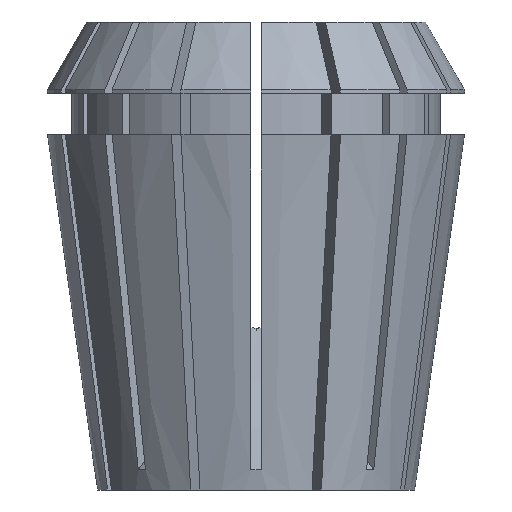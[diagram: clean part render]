
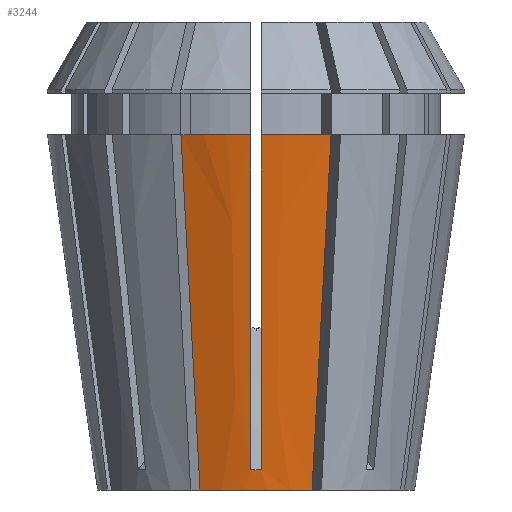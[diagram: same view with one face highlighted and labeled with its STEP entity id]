
A CAD part, front view. The second image highlights one B-rep face of the part: STEP entity #3244.
In plain terms, the highlighted conical face has half-angle 8 degrees and reference radius 15.595 mm.
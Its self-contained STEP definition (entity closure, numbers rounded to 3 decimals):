
#58 = CARTESIAN_POINT ( 'NONE',  ( -0.5, -15.977, 2.767 ) ) ;
#61 = CARTESIAN_POINT ( 'NONE',  ( -7.381, -19.126, 34.9 ) ) ;
#101 = CARTESIAN_POINT ( 'NONE',  ( -0.5, -15.869, 2.006 ) ) ;
#132 = CIRCLE ( 'NONE', #5188, 20.5 ) ;
#265 = EDGE_CURVE ( 'NONE', #3056, #5516, #4972, .T. ) ;
#283 = B_SPLINE_CURVE_WITH_KNOTS ( 'NONE', 3,
 ( #5224, #2195, #3063, #2676 ),
 .UNSPECIFIED., .F., .F.,
 ( 4, 4 ),
 ( 0., 0.035 ),
 .UNSPECIFIED. ) ;
#328 = DIRECTION ( 'NONE',  ( 0., 0., 1. ) ) ;
#384 = CARTESIAN_POINT ( 'NONE',  ( 0.5, -20.15, 32.452 ) ) ;
#400 = CARTESIAN_POINT ( 'NONE',  ( -0.5, -20.15, 32.452 ) ) ;
#402 = CARTESIAN_POINT ( 'NONE',  ( 0.5, -17.511, 13.678 ) ) ;
#430 = CARTESIAN_POINT ( 'NONE',  ( -5.503, -14.592, 0. ) ) ;
#473 = CARTESIAN_POINT ( 'NONE',  ( -0.5, -20.38, 34.084 ) ) ;
#699 = ORIENTED_EDGE ( 'NONE', *, *, #2927, .T. ) ;
#779 = CARTESIAN_POINT ( 'NONE',  ( 0.5, -15.977, 2.767 ) ) ;
#826 = CARTESIAN_POINT ( 'NONE',  ( -0.5, -16.191, 4.29 ) ) ;
#901 = ORIENTED_EDGE ( 'NONE', *, *, #3271, .T. ) ;
#938 = CARTESIAN_POINT ( 'NONE',  ( -0.5, -15.869, 2.006 ) ) ;
#1024 = CIRCLE ( 'NONE', #3851, 20.5 ) ;
#1272 = DIRECTION ( 'NONE',  ( -1., 0., 0. ) ) ;
#1313 = VERTEX_POINT ( 'NONE', #4628 ) ;
#1364 = CARTESIAN_POINT ( 'NONE',  ( -7.381, -19.126, 34.9 ) ) ;
#1434 = AXIS2_PLACEMENT_3D ( 'NONE', #2033, #328, #4594 ) ;
#1525 = EDGE_CURVE ( 'NONE', #2164, #3056, #283, .T. ) ;
#1675 = CARTESIAN_POINT ( 'NONE',  ( -0.5, -20.265, 33.268 ) ) ;
#1691 = ORIENTED_EDGE ( 'NONE', *, *, #1817, .F. ) ;
#1737 = B_SPLINE_CURVE_WITH_KNOTS ( 'NONE', 3,
 ( #938, #3880, #2646, #3454 ),
 .UNSPECIFIED., .F., .F.,
 ( 4, 4 ),
 ( 0., 0.001 ),
 .UNSPECIFIED. ) ;
#1809 = CARTESIAN_POINT ( 'NONE',  ( -0.5, -15.869, 2.006 ) ) ;
#1817 = EDGE_CURVE ( 'NONE', #1313, #2854, #4069, .T. ) ;
#1872 = EDGE_LOOP ( 'NONE', ( #5081, #2723, #699, #2338, #1691, #901, #4635, #5523 ) ) ;
#2033 = CARTESIAN_POINT ( 'NONE',  ( 0., 0., 0. ) ) ;
#2164 = VERTEX_POINT ( 'NONE', #3400 ) ;
#2195 = CARTESIAN_POINT ( 'NONE',  ( 6.755, -17.615, 23.267 ) ) ;
#2210 = CARTESIAN_POINT ( 'NONE',  ( -5.503, -14.592, 0. ) ) ;
#2338 = ORIENTED_EDGE ( 'NONE', *, *, #2474, .F. ) ;
#2384 = AXIS2_PLACEMENT_3D ( 'NONE', #3820, #3001, #5132 ) ;
#2474 = EDGE_CURVE ( 'NONE', #2854, #4377, #1737, .T. ) ;
#2500 = CARTESIAN_POINT ( 'NONE',  ( 0., 0., 34.9 ) ) ;
#2528 = CARTESIAN_POINT ( 'NONE',  ( 0.5, -20.265, 33.268 ) ) ;
#2553 = CARTESIAN_POINT ( 'NONE',  ( 0., 0., 34.9 ) ) ;
#2580 = B_SPLINE_CURVE_WITH_KNOTS ( 'NONE', 3,
 ( #1364, #4797, #3505, #2210 ),
 .UNSPECIFIED., .F., .F.,
 ( 4, 4 ),
 ( 0., 0.035 ),
 .UNSPECIFIED. ) ;
#2646 = CARTESIAN_POINT ( 'NONE',  ( 0.167, -15.879, 1.998 ) ) ;
#2676 = CARTESIAN_POINT ( 'NONE',  ( 5.503, -14.592, 0. ) ) ;
#2723 = ORIENTED_EDGE ( 'NONE', *, *, #5508, .T. ) ;
#2854 = VERTEX_POINT ( 'NONE', #1809 ) ;
#2927 = EDGE_CURVE ( 'NONE', #4584, #4377, #5153, .T. ) ;
#2931 = CARTESIAN_POINT ( 'NONE',  ( 0.5, -16.084, 3.529 ) ) ;
#2958 = CARTESIAN_POINT ( 'NONE',  ( 0.5, -20.38, 34.084 ) ) ;
#2978 = CARTESIAN_POINT ( 'NONE',  ( 0.5, -18.83, 23.065 ) ) ;
#3001 = DIRECTION ( 'NONE',  ( 0., 0., -1. ) ) ;
#3012 = VERTEX_POINT ( 'NONE', #61 ) ;
#3056 = VERTEX_POINT ( 'NONE', #3083 ) ;
#3063 = CARTESIAN_POINT ( 'NONE',  ( 6.129, -16.104, 11.633 ) ) ;
#3068 = CARTESIAN_POINT ( 'NONE',  ( 0.5, -15.869, 2.006 ) ) ;
#3083 = CARTESIAN_POINT ( 'NONE',  ( 5.503, -14.592, 0. ) ) ;
#3244 = ADVANCED_FACE ( 'NONE', ( #3769 ), #5365, .T. ) ;
#3271 = EDGE_CURVE ( 'NONE', #1313, #3012, #1024, .T. ) ;
#3324 = CARTESIAN_POINT ( 'NONE',  ( 0.5, -16.191, 4.29 ) ) ;
#3358 = DIRECTION ( 'NONE',  ( -1., 0., 0. ) ) ;
#3389 = CARTESIAN_POINT ( 'NONE',  ( -0.5, -17.511, 13.678 ) ) ;
#3400 = CARTESIAN_POINT ( 'NONE',  ( 7.381, -19.126, 34.9 ) ) ;
#3406 = CARTESIAN_POINT ( 'NONE',  ( 0.5, -15.869, 2.006 ) ) ;
#3454 = CARTESIAN_POINT ( 'NONE',  ( 0.5, -15.869, 2.006 ) ) ;
#3505 = CARTESIAN_POINT ( 'NONE',  ( -6.129, -16.104, 11.633 ) ) ;
#3769 = FACE_OUTER_BOUND ( 'NONE', #1872, .T. ) ;
#3820 = CARTESIAN_POINT ( 'NONE',  ( 0., 0., 0. ) ) ;
#3851 = AXIS2_PLACEMENT_3D ( 'NONE', #2500, #5491, #3358 ) ;
#3880 = CARTESIAN_POINT ( 'NONE',  ( -0.167, -15.879, 1.998 ) ) ;
#4013 = EDGE_CURVE ( 'NONE', #3012, #5516, #2580, .T. ) ;
#4069 = B_SPLINE_CURVE_WITH_KNOTS ( 'NONE', 3,
 ( #5166, #473, #1675, #400, #5103, #3389, #826, #4659, #58, #101 ),
 .UNSPECIFIED., .F., .F.,
 ( 4, 3, 3, 4 ),
 ( 0.076, 0.079, 0.107, 0.109 ),
 .UNSPECIFIED. ) ;
#4159 = CARTESIAN_POINT ( 'NONE',  ( 0.5, -20.494, 34.9 ) ) ;
#4377 = VERTEX_POINT ( 'NONE', #3068 ) ;
#4584 = VERTEX_POINT ( 'NONE', #4159 ) ;
#4594 = DIRECTION ( 'NONE',  ( 1., 0., 0. ) ) ;
#4628 = CARTESIAN_POINT ( 'NONE',  ( -0.5, -20.494, 34.9 ) ) ;
#4635 = ORIENTED_EDGE ( 'NONE', *, *, #4013, .T. ) ;
#4659 = CARTESIAN_POINT ( 'NONE',  ( -0.5, -16.084, 3.529 ) ) ;
#4665 = DIRECTION ( 'NONE',  ( 0., 0., -1. ) ) ;
#4797 = CARTESIAN_POINT ( 'NONE',  ( -6.755, -17.615, 23.267 ) ) ;
#4972 = CIRCLE ( 'NONE', #2384, 15.595 ) ;
#5081 = ORIENTED_EDGE ( 'NONE', *, *, #1525, .F. ) ;
#5103 = CARTESIAN_POINT ( 'NONE',  ( -0.5, -18.83, 23.065 ) ) ;
#5132 = DIRECTION ( 'NONE',  ( -1., 0., 0. ) ) ;
#5153 = B_SPLINE_CURVE_WITH_KNOTS ( 'NONE', 3,
 ( #5503, #2958, #2528, #384, #2978, #402, #3324, #2931, #779, #3406 ),
 .UNSPECIFIED., .F., .F.,
 ( 4, 3, 3, 4 ),
 ( 0.076, 0.079, 0.107, 0.109 ),
 .UNSPECIFIED. ) ;
#5166 = CARTESIAN_POINT ( 'NONE',  ( -0.5, -20.494, 34.9 ) ) ;
#5188 = AXIS2_PLACEMENT_3D ( 'NONE', #2553, #4665, #1272 ) ;
#5224 = CARTESIAN_POINT ( 'NONE',  ( 7.381, -19.126, 34.9 ) ) ;
#5365 = CONICAL_SURFACE ( 'NONE', #1434, 15.595, 0.14 ) ;
#5491 = DIRECTION ( 'NONE',  ( 0., 0., -1. ) ) ;
#5503 = CARTESIAN_POINT ( 'NONE',  ( 0.5, -20.494, 34.9 ) ) ;
#5508 = EDGE_CURVE ( 'NONE', #2164, #4584, #132, .T. ) ;
#5516 = VERTEX_POINT ( 'NONE', #430 ) ;
#5523 = ORIENTED_EDGE ( 'NONE', *, *, #265, .F. ) ;
